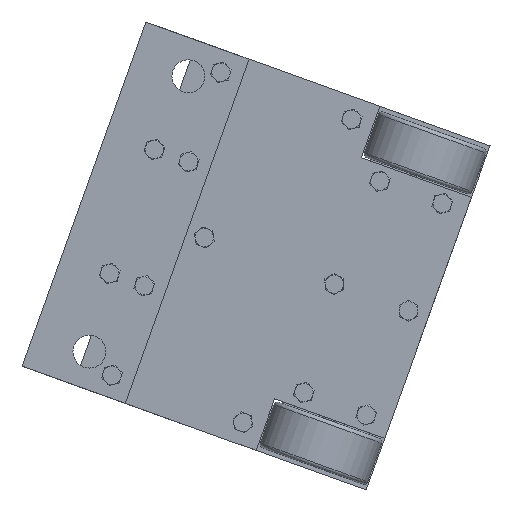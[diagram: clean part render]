
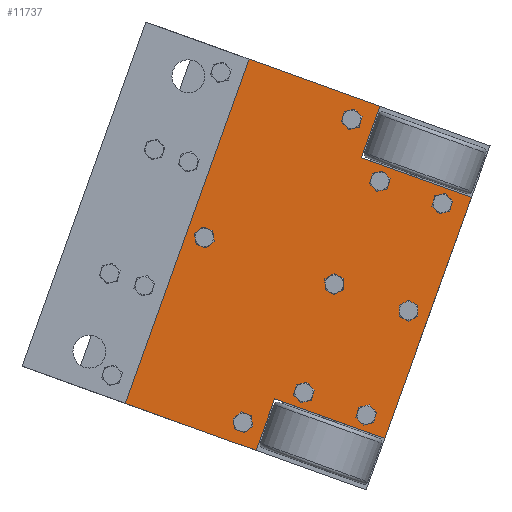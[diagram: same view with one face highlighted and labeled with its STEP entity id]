
A CAD part, front view. The second image highlights one B-rep face of the part: STEP entity #11737.
In plain terms, the highlighted face is planar.
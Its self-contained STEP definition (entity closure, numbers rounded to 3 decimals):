
#771=FACE_BOUND('',#2291,.T.);
#772=FACE_BOUND('',#2292,.T.);
#773=FACE_BOUND('',#2293,.T.);
#774=FACE_BOUND('',#2294,.T.);
#775=FACE_BOUND('',#2295,.T.);
#776=FACE_BOUND('',#2296,.T.);
#777=FACE_BOUND('',#2297,.T.);
#778=FACE_BOUND('',#2298,.T.);
#779=FACE_BOUND('',#2299,.T.);
#985=CIRCLE('',#12758,1.25);
#987=CIRCLE('',#12761,1.25);
#989=CIRCLE('',#12764,1.25);
#997=CIRCLE('',#12774,1.25);
#998=CIRCLE('',#12775,1.25);
#999=CIRCLE('',#12776,1.25);
#1000=CIRCLE('',#12777,1.25);
#1001=CIRCLE('',#12778,1.25);
#1002=CIRCLE('',#12779,1.25);
#1523=FACE_OUTER_BOUND('',#2290,.T.);
#2290=EDGE_LOOP('',(#8141,#8142,#8143,#8144,#8145,#8146,#8147,#8148));
#2291=EDGE_LOOP('',(#8149));
#2292=EDGE_LOOP('',(#8150));
#2293=EDGE_LOOP('',(#8151));
#2294=EDGE_LOOP('',(#8152));
#2295=EDGE_LOOP('',(#8153));
#2296=EDGE_LOOP('',(#8154));
#2297=EDGE_LOOP('',(#8155));
#2298=EDGE_LOOP('',(#8156));
#2299=EDGE_LOOP('',(#8157));
#3175=LINE('',#17377,#4233);
#3176=LINE('',#17379,#4234);
#3177=LINE('',#17381,#4235);
#3178=LINE('',#17383,#4236);
#3179=LINE('',#17385,#4237);
#3180=LINE('',#17387,#4238);
#3181=LINE('',#17389,#4239);
#3182=LINE('',#17390,#4240);
#4233=VECTOR('',#14038,10.);
#4234=VECTOR('',#14039,10.);
#4235=VECTOR('',#14040,10.);
#4236=VECTOR('',#14041,10.);
#4237=VECTOR('',#14042,10.);
#4238=VECTOR('',#14043,10.);
#4239=VECTOR('',#14044,10.);
#4240=VECTOR('',#14045,10.);
#5309=VERTEX_POINT('',#17331);
#5311=VERTEX_POINT('',#17336);
#5313=VERTEX_POINT('',#17341);
#5329=VERTEX_POINT('',#17375);
#5330=VERTEX_POINT('',#17376);
#5331=VERTEX_POINT('',#17378);
#5332=VERTEX_POINT('',#17380);
#5333=VERTEX_POINT('',#17382);
#5334=VERTEX_POINT('',#17384);
#5335=VERTEX_POINT('',#17386);
#5336=VERTEX_POINT('',#17388);
#5337=VERTEX_POINT('',#17391);
#5338=VERTEX_POINT('',#17393);
#5339=VERTEX_POINT('',#17395);
#5340=VERTEX_POINT('',#17397);
#5341=VERTEX_POINT('',#17399);
#5342=VERTEX_POINT('',#17401);
#6416=EDGE_CURVE('',#5309,#5309,#985,.T.);
#6418=EDGE_CURVE('',#5311,#5311,#987,.T.);
#6420=EDGE_CURVE('',#5313,#5313,#989,.T.);
#6436=EDGE_CURVE('',#5329,#5330,#3175,.T.);
#6437=EDGE_CURVE('',#5331,#5330,#3176,.T.);
#6438=EDGE_CURVE('',#5332,#5331,#3177,.T.);
#6439=EDGE_CURVE('',#5333,#5332,#3178,.T.);
#6440=EDGE_CURVE('',#5334,#5333,#3179,.T.);
#6441=EDGE_CURVE('',#5334,#5335,#3180,.T.);
#6442=EDGE_CURVE('',#5335,#5336,#3181,.T.);
#6443=EDGE_CURVE('',#5336,#5329,#3182,.T.);
#6444=EDGE_CURVE('',#5337,#5337,#997,.T.);
#6445=EDGE_CURVE('',#5338,#5338,#998,.T.);
#6446=EDGE_CURVE('',#5339,#5339,#999,.T.);
#6447=EDGE_CURVE('',#5340,#5340,#1000,.T.);
#6448=EDGE_CURVE('',#5341,#5341,#1001,.T.);
#6449=EDGE_CURVE('',#5342,#5342,#1002,.T.);
#8141=ORIENTED_EDGE('',*,*,#6436,.T.);
#8142=ORIENTED_EDGE('',*,*,#6437,.F.);
#8143=ORIENTED_EDGE('',*,*,#6438,.F.);
#8144=ORIENTED_EDGE('',*,*,#6439,.F.);
#8145=ORIENTED_EDGE('',*,*,#6440,.F.);
#8146=ORIENTED_EDGE('',*,*,#6441,.T.);
#8147=ORIENTED_EDGE('',*,*,#6442,.T.);
#8148=ORIENTED_EDGE('',*,*,#6443,.T.);
#8149=ORIENTED_EDGE('',*,*,#6444,.T.);
#8150=ORIENTED_EDGE('',*,*,#6416,.T.);
#8151=ORIENTED_EDGE('',*,*,#6418,.T.);
#8152=ORIENTED_EDGE('',*,*,#6420,.T.);
#8153=ORIENTED_EDGE('',*,*,#6445,.T.);
#8154=ORIENTED_EDGE('',*,*,#6446,.T.);
#8155=ORIENTED_EDGE('',*,*,#6447,.T.);
#8156=ORIENTED_EDGE('',*,*,#6448,.T.);
#8157=ORIENTED_EDGE('',*,*,#6449,.T.);
#11301=PLANE('',#12773);
#11737=ADVANCED_FACE('',(#1523,#771,#772,#773,#774,#775,#776,#777,#778,
#779),#11301,.T.);
#12758=AXIS2_PLACEMENT_3D('',#17332,#13998,#13999);
#12761=AXIS2_PLACEMENT_3D('',#17337,#14004,#14005);
#12764=AXIS2_PLACEMENT_3D('',#17342,#14010,#14011);
#12773=AXIS2_PLACEMENT_3D('',#17374,#14036,#14037);
#12774=AXIS2_PLACEMENT_3D('',#17392,#14046,#14047);
#12775=AXIS2_PLACEMENT_3D('',#17394,#14048,#14049);
#12776=AXIS2_PLACEMENT_3D('',#17396,#14050,#14051);
#12777=AXIS2_PLACEMENT_3D('',#17398,#14052,#14053);
#12778=AXIS2_PLACEMENT_3D('',#17400,#14054,#14055);
#12779=AXIS2_PLACEMENT_3D('',#17402,#14056,#14057);
#13998=DIRECTION('center_axis',(0.,-1.,0.));
#13999=DIRECTION('ref_axis',(-1.,0.,0.));
#14004=DIRECTION('center_axis',(0.,-1.,0.));
#14005=DIRECTION('ref_axis',(-1.,0.,0.));
#14010=DIRECTION('center_axis',(0.,-1.,0.));
#14011=DIRECTION('ref_axis',(-1.,0.,0.));
#14036=DIRECTION('center_axis',(0.,1.,0.));
#14037=DIRECTION('ref_axis',(0.,0.,1.));
#14038=DIRECTION('',(1.,0.,0.));
#14039=DIRECTION('',(0.,0.,1.));
#14040=DIRECTION('',(-1.,0.,0.));
#14041=DIRECTION('',(0.,0.,1.));
#14042=DIRECTION('',(1.,0.,0.));
#14043=DIRECTION('',(0.,0.,1.));
#14044=DIRECTION('',(1.,0.,0.));
#14045=DIRECTION('',(0.,0.,1.));
#14046=DIRECTION('center_axis',(0.,-1.,0.));
#14047=DIRECTION('ref_axis',(0.,0.,-1.));
#14048=DIRECTION('center_axis',(0.,-1.,0.));
#14049=DIRECTION('ref_axis',(0.,0.,-1.));
#14050=DIRECTION('center_axis',(0.,-1.,0.));
#14051=DIRECTION('ref_axis',(0.,0.,-1.));
#14052=DIRECTION('center_axis',(0.,-1.,0.));
#14053=DIRECTION('ref_axis',(1.,0.,0.));
#14054=DIRECTION('center_axis',(0.,-1.,0.));
#14055=DIRECTION('ref_axis',(1.,0.,0.));
#14056=DIRECTION('center_axis',(0.,-1.,0.));
#14057=DIRECTION('ref_axis',(1.,0.,0.));
#17331=CARTESIAN_POINT('',(31.95,3.,28.05));
#17332=CARTESIAN_POINT('Origin',(30.7,3.,28.05));
#17336=CARTESIAN_POINT('',(45.25,3.,-3.));
#17337=CARTESIAN_POINT('Origin',(44.,3.,-3.));
#17341=CARTESIAN_POINT('',(31.95,3.,9.95));
#17342=CARTESIAN_POINT('Origin',(30.7,3.,9.95));
#17374=CARTESIAN_POINT('Origin',(-23.,3.,-2.));
#17375=CARTESIAN_POINT('',(-35.,3.,35.));
#17376=CARTESIAN_POINT('',(35.,3.,35.));
#17377=CARTESIAN_POINT('',(0.,3.,35.));
#17378=CARTESIAN_POINT('',(35.,3.,3.));
#17379=CARTESIAN_POINT('',(35.,3.,35.));
#17380=CARTESIAN_POINT('',(50.,3.,3.));
#17381=CARTESIAN_POINT('',(35.,3.,3.));
#17382=CARTESIAN_POINT('',(50.,3.,-35.));
#17383=CARTESIAN_POINT('',(50.,3.,3.));
#17384=CARTESIAN_POINT('',(-50.,3.,-35.));
#17385=CARTESIAN_POINT('',(50.,3.,-35.));
#17386=CARTESIAN_POINT('',(-50.,3.,3.));
#17387=CARTESIAN_POINT('',(-50.,3.,3.));
#17388=CARTESIAN_POINT('',(-35.,3.,3.));
#17389=CARTESIAN_POINT('',(-35.,3.,3.));
#17390=CARTESIAN_POINT('',(-35.,3.,35.));
#17391=CARTESIAN_POINT('',(0.,3.,-31.25));
#17392=CARTESIAN_POINT('Origin',(0.,3.,-30.));
#17393=CARTESIAN_POINT('',(0.,3.,28.05));
#17394=CARTESIAN_POINT('Origin',(0.,3.,29.3));
#17395=CARTESIAN_POINT('',(0.,3.,6.45));
#17396=CARTESIAN_POINT('Origin',(0.,3.,7.7));
#17397=CARTESIAN_POINT('',(-31.95,3.,28.05));
#17398=CARTESIAN_POINT('Origin',(-30.7,3.,28.05));
#17399=CARTESIAN_POINT('',(-31.95,3.,9.95));
#17400=CARTESIAN_POINT('Origin',(-30.7,3.,9.95));
#17401=CARTESIAN_POINT('',(-45.25,3.,-3.));
#17402=CARTESIAN_POINT('Origin',(-44.,3.,-3.));
